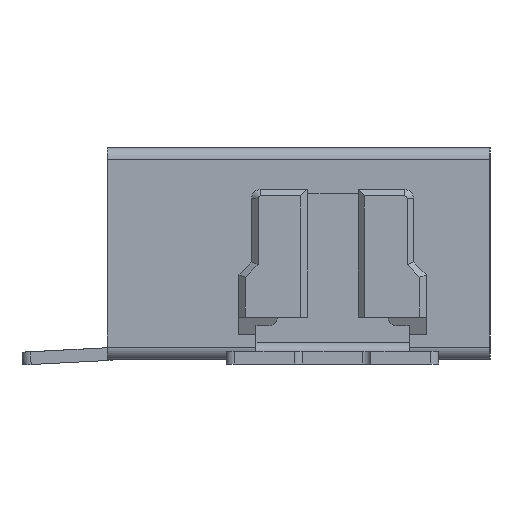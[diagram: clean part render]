
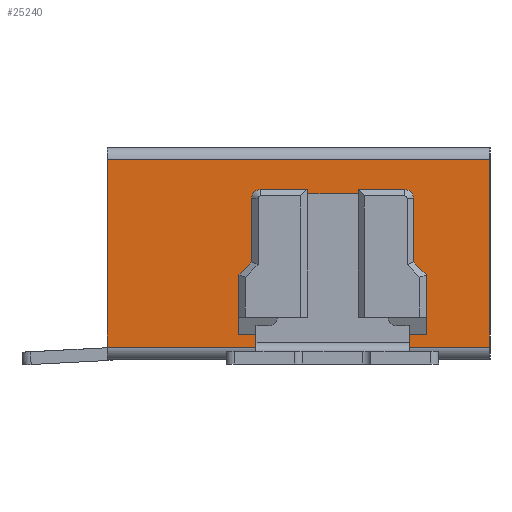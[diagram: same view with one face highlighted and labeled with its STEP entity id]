
A CAD part, left-side view. The second image highlights one B-rep face of the part: STEP entity #25240.
In plain terms, the highlighted face is planar.
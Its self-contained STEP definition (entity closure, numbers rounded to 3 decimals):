
#200=CARTESIAN_POINT('',(-9.239,-15.722,0.05));
#210=VERTEX_POINT('',#200);
#240=CARTESIAN_POINT('',(0.,-15.722,0.05));
#250=DIRECTION('',(-1.,0.,0.));
#260=VECTOR('',#250,1.);
#270=LINE('',#240,#260);
#280=CARTESIAN_POINT('',(-10.439,-15.722,0.05));
#290=VERTEX_POINT('',#280);
#300=EDGE_CURVE('',#210,#290,#270,.T.);
#1980=CARTESIAN_POINT('',(-10.439,0.,0.05));
#1990=DIRECTION('',(0.,1.,0.));
#2000=VECTOR('',#1990,1.);
#2010=LINE('',#1980,#2000);
#2020=CARTESIAN_POINT('',(-10.439,-13.222,0.05));
#2030=VERTEX_POINT('',#2020);
#2040=EDGE_CURVE('',#290,#2030,#2010,.T.);
#2420=CARTESIAN_POINT('',(-11.739,-14.922,0.05));
#2430=VERTEX_POINT('',#2420);
#2460=CARTESIAN_POINT('',(0.,-3.183,0.05));
#2470=DIRECTION('',(-0.707,-0.707,0.));
#2480=VECTOR('',#2470,1.);
#2490=LINE('',#2460,#2480);
#2500=CARTESIAN_POINT('',(-12.039,-15.222,0.05));
#2510=VERTEX_POINT('',#2500);
#2520=EDGE_CURVE('',#2430,#2510,#2490,.T.);
#3860=CARTESIAN_POINT('',(-12.039,-16.622,0.05));
#3870=VERTEX_POINT('',#3860);
#3900=CARTESIAN_POINT('',(0.,-16.622,0.05));
#3910=DIRECTION('',(1.,0.,0.));
#3920=VECTOR('',#3910,1.);
#3930=LINE('',#3900,#3920);
#3940=CARTESIAN_POINT('',(-7.639,-16.622,0.05));
#3950=VERTEX_POINT('',#3940);
#3960=EDGE_CURVE('',#3870,#3950,#3930,.T.);
#10530=CARTESIAN_POINT('',(-12.039,0.,0.05));
#10540=DIRECTION('',(0.,1.,0.));
#10550=VECTOR('',#10540,1.);
#10560=LINE('',#10530,#10550);
#10570=EDGE_CURVE('',#3870,#2510,#10560,.T.);
#14910=CARTESIAN_POINT('',(0.,-13.222,0.05));
#14920=DIRECTION('',(-1.,0.,0.));
#14930=VECTOR('',#14920,1.);
#14940=LINE('',#14910,#14930);
#14950=CARTESIAN_POINT('',(-11.539,-13.222,0.05));
#14960=VERTEX_POINT('',#14950);
#14970=EDGE_CURVE('',#2030,#14960,#14940,.T.);
#15650=CARTESIAN_POINT('',(-8.139,-13.222,0.05));
#15660=VERTEX_POINT('',#15650);
#15710=CARTESIAN_POINT('',(0.,-13.222,0.05));
#15720=DIRECTION('',(-1.,0.,0.));
#15730=VECTOR('',#15720,1.);
#15740=LINE('',#15710,#15730);
#15750=CARTESIAN_POINT('',(-9.239,-13.222,0.05));
#15760=VERTEX_POINT('',#15750);
#15770=EDGE_CURVE('',#15660,#15760,#15740,.T.);
#16590=CARTESIAN_POINT('',(-13.539,-12.522,0.05));
#16600=VERTEX_POINT('',#16590);
#16650=CARTESIAN_POINT('',(0.,-12.522,0.05));
#16660=DIRECTION('',(1.,0.,0.));
#16670=VECTOR('',#16660,1.);
#16680=LINE('',#16650,#16670);
#16690=CARTESIAN_POINT('',(-4.539,-12.522,0.05));
#16700=VERTEX_POINT('',#16690);
#16710=EDGE_CURVE('',#16600,#16700,#16680,.T.);
#20230=CARTESIAN_POINT('',(-7.639,-15.222,0.05));
#20240=VERTEX_POINT('',#20230);
#20270=CARTESIAN_POINT('',(0.,-22.86,0.05));
#20280=DIRECTION('',(-0.707,0.707,0.));
#20290=VECTOR('',#20280,1.);
#20300=LINE('',#20270,#20290);
#20310=CARTESIAN_POINT('',(-7.939,-14.922,0.05));
#20320=VERTEX_POINT('',#20310);
#20330=EDGE_CURVE('',#20240,#20320,#20300,.T.);
#22460=CARTESIAN_POINT('',(-7.939,0.,0.05));
#22470=DIRECTION('',(0.,1.,0.));
#22480=VECTOR('',#22470,1.);
#22490=LINE('',#22460,#22480);
#22500=CARTESIAN_POINT('',(-7.939,-13.422,0.05));
#22510=VERTEX_POINT('',#22500);
#22520=EDGE_CURVE('',#20320,#22510,#22490,.T.);
#24490=CARTESIAN_POINT('',(-6.774,-17.722,0.05));
#24500=DIRECTION('',(0.,0.,1.));
#24510=DIRECTION('',(-1.,0.,0.));
#24520=AXIS2_PLACEMENT_3D('',#24490,#24500,#24510);
#24530=PLANE('',#24520);
#24540=CARTESIAN_POINT('',(-8.139,-13.422,0.05));
#24550=DIRECTION('',(0.,0.,-1.));
#24560=DIRECTION('',(-1.,0.,0.));
#24570=AXIS2_PLACEMENT_3D('',#24540,#24550,#24560);
#24580=CIRCLE('',#24570,0.2);
#24590=EDGE_CURVE('',#15660,#22510,#24580,.T.);
#24600=ORIENTED_EDGE('',*,*,#24590,.F.);
#24610=ORIENTED_EDGE('',*,*,#22520,.T.);
#24620=ORIENTED_EDGE('',*,*,#20330,.T.);
#24630=CARTESIAN_POINT('',(-7.639,0.,0.05));
#24640=DIRECTION('',(0.,1.,0.));
#24650=VECTOR('',#24640,1.);
#24660=LINE('',#24630,#24650);
#24670=EDGE_CURVE('',#3950,#20240,#24660,.T.);
#24680=ORIENTED_EDGE('',*,*,#24670,.T.);
#24690=ORIENTED_EDGE('',*,*,#3960,.T.);
#24700=ORIENTED_EDGE('',*,*,#10570,.F.);
#24710=ORIENTED_EDGE('',*,*,#2520,.T.);
#24720=CARTESIAN_POINT('',(-11.739,0.,0.05));
#24730=DIRECTION('',(0.,-1.,0.));
#24740=VECTOR('',#24730,1.);
#24750=LINE('',#24720,#24740);
#24760=CARTESIAN_POINT('',(-11.739,-13.422,0.05));
#24770=VERTEX_POINT('',#24760);
#24780=EDGE_CURVE('',#24770,#2430,#24750,.T.);
#24790=ORIENTED_EDGE('',*,*,#24780,.T.);
#24800=CARTESIAN_POINT('',(-11.539,-13.422,0.05));
#24810=DIRECTION('',(0.,0.,-1.));
#24820=DIRECTION('',(-1.,0.,0.));
#24830=AXIS2_PLACEMENT_3D('',#24800,#24810,#24820);
#24840=CIRCLE('',#24830,0.2);
#24850=EDGE_CURVE('',#24770,#14960,#24840,.T.);
#24860=ORIENTED_EDGE('',*,*,#24850,.F.);
#24870=ORIENTED_EDGE('',*,*,#14970,.T.);
#24880=ORIENTED_EDGE('',*,*,#2040,.T.);
#24890=ORIENTED_EDGE('',*,*,#300,.T.);
#24900=CARTESIAN_POINT('',(-9.239,0.,0.05));
#24910=DIRECTION('',(0.,-1.,0.));
#24920=VECTOR('',#24910,1.);
#24930=LINE('',#24900,#24920);
#24940=EDGE_CURVE('',#15760,#210,#24930,.T.);
#24950=ORIENTED_EDGE('',*,*,#24940,.T.);
#24960=ORIENTED_EDGE('',*,*,#15770,.T.);
#24970=EDGE_LOOP('',(#24960,#24950,#24890,#24880,#24870,#24860,#24790,
#24710,#24700,#24690,#24680,#24620,#24610,#24600));
#24980=FACE_BOUND('',#24970,.T.);
#24990=CARTESIAN_POINT('',(-13.539,0.,0.05));
#25000=DIRECTION('',(0.,-1.,0.));
#25010=VECTOR('',#25000,1.);
#25020=LINE('',#24990,#25010);
#25030=CARTESIAN_POINT('',(-13.539,-16.922,0.05));
#25040=VERTEX_POINT('',#25030);
#25050=EDGE_CURVE('',#16600,#25040,#25020,.T.);
#25060=ORIENTED_EDGE('',*,*,#25050,.F.);
#25070=CARTESIAN_POINT('',(0.,-16.922,0.05));
#25080=DIRECTION('',(1.,0.,0.));
#25090=VECTOR('',#25080,1.);
#25100=LINE('',#25070,#25090);
#25110=CARTESIAN_POINT('',(-4.539,-16.922,0.05));
#25120=VERTEX_POINT('',#25110);
#25130=EDGE_CURVE('',#25040,#25120,#25100,.T.);
#25140=ORIENTED_EDGE('',*,*,#25130,.F.);
#25150=CARTESIAN_POINT('',(-4.539,0.,0.05));
#25160=DIRECTION('',(0.,1.,0.));
#25170=VECTOR('',#25160,1.);
#25180=LINE('',#25150,#25170);
#25190=EDGE_CURVE('',#25120,#16700,#25180,.T.);
#25200=ORIENTED_EDGE('',*,*,#25190,.F.);
#25210=ORIENTED_EDGE('',*,*,#16710,.T.);
#25220=EDGE_LOOP('',(#25210,#25200,#25140,#25060));
#25230=FACE_OUTER_BOUND('',#25220,.T.);
#25240=ADVANCED_FACE('',(#24980,#25230),#24530,.F.);
